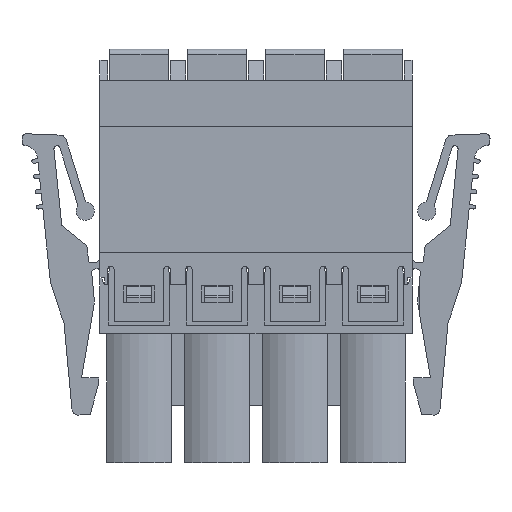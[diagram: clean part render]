
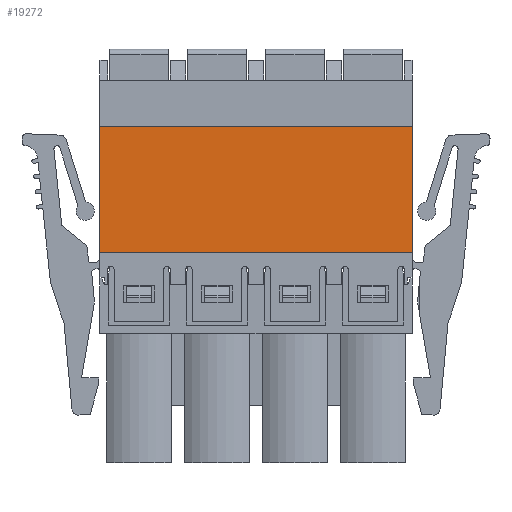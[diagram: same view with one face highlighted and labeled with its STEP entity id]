
A CAD part, front view. The second image highlights one B-rep face of the part: STEP entity #19272.
In plain terms, the highlighted planar face has unit normal (0, -1, 0).
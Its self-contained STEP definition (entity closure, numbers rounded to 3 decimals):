
#1683=ORIENTED_EDGE('',*,*,#7113,.T.);
#1684=ORIENTED_EDGE('',*,*,#7114,.F.);
#1685=ORIENTED_EDGE('',*,*,#6664,.F.);
#1686=ORIENTED_EDGE('',*,*,#7112,.T.);
#6664=EDGE_CURVE('',#9468,#9469,#11373,.T.);
#7112=EDGE_CURVE('',#9468,#9789,#11791,.T.);
#7113=EDGE_CURVE('',#9789,#9790,#11792,.T.);
#7114=EDGE_CURVE('',#9469,#9790,#11793,.T.);
#9468=VERTEX_POINT('',#27528);
#9469=VERTEX_POINT('',#27530);
#9789=VERTEX_POINT('',#28404);
#9790=VERTEX_POINT('',#28408);
#11373=LINE('',#27529,#13886);
#11791=LINE('',#28405,#14304);
#11792=LINE('',#28407,#14305);
#11793=LINE('',#28409,#14306);
#13886=VECTOR('',#22050,1000.);
#14304=VECTOR('',#22742,1000.);
#14305=VECTOR('',#22745,1000.);
#14306=VECTOR('',#22746,1000.);
#16241=EDGE_LOOP('',(#1683,#1684,#1685,#1686));
#17334=FACE_BOUND('',#16241,.T.);
#18394=PLANE('',#20407);
#19272=ADVANCED_FACE('',(#17334),#18394,.F.);
#20407=AXIS2_PLACEMENT_3D('',#28406,#22743,#22744);
#22050=DIRECTION('',(0.,0.,-1.));
#22742=DIRECTION('',(-1.,0.,0.));
#22743=DIRECTION('',(0.,1.,0.));
#22744=DIRECTION('',(0.,0.,1.));
#22745=DIRECTION('',(0.,0.,-1.));
#22746=DIRECTION('',(-1.,0.,0.));
#27528=CARTESIAN_POINT('',(10.16,-5.27,4.1));
#27529=CARTESIAN_POINT('',(10.16,-5.27,4.1));
#27530=CARTESIAN_POINT('',(10.16,-5.27,-4.1));
#28404=CARTESIAN_POINT('',(-10.16,-5.27,4.1));
#28405=CARTESIAN_POINT('',(10.16,-5.27,4.1));
#28406=CARTESIAN_POINT('',(10.16,-5.27,4.1));
#28407=CARTESIAN_POINT('',(-10.16,-5.27,4.1));
#28408=CARTESIAN_POINT('',(-10.16,-5.27,-4.1));
#28409=CARTESIAN_POINT('',(10.16,-5.27,-4.1));
